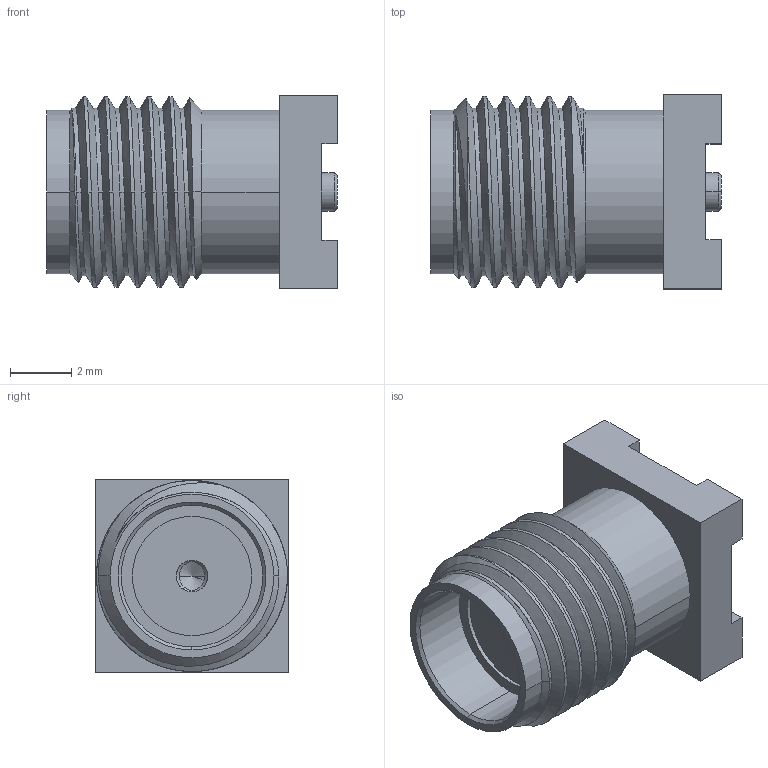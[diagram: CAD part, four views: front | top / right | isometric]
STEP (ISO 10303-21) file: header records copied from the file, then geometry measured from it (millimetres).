
FILE_DESCRIPTION(('STEP AP214'),'1');
FILE_NAME('73251-1352.stp','2020-08-31T19:20:08',('TraceParts'),('TraceParts S.A.'),'Spatial InterOp 3D',' ',' ');
FILE_SCHEMA(('AUTOMOTIVE_DESIGN { 1 0 10303 214 1 1 1 1 }'));
Length unit declared in the file: millimetre
Products named in the file (1): 73251-1352_1
Bounding box: 9.53 x 6.35 x 6.35 mm (x, y, z)
Volume: 212.6 mm3; surface area: 355.5 mm2
Topology: 1 solids, 1 shells, 92 faces, 263 edges, 197 vertices
Faces by surface type: cylinder 46, plane 31, cone 13, bspline 2
Entity records: 6417 total; most frequent: CARTESIAN_POINT 4110, ORIENTED_EDGE 482, DIRECTION 427, EDGE_CURVE 241, VERTEX_POINT 157, AXIS2_PLACEMENT_3D 150, LINE 127, VECTOR 127
